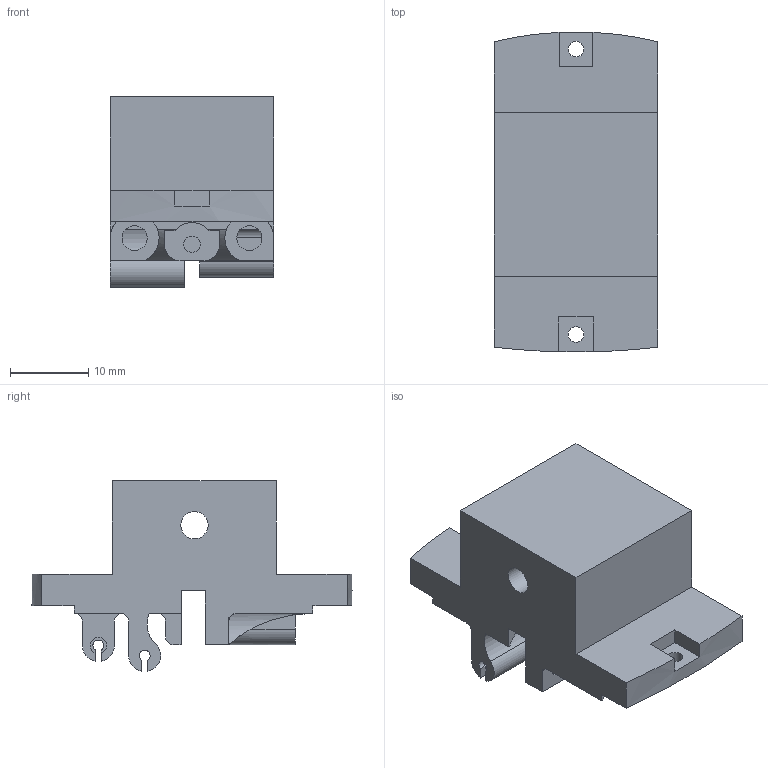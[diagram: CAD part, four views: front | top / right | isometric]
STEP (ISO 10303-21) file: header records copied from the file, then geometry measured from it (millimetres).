
FILE_DESCRIPTION(/* description */ (''),/* implementation_level */ '2;1');
FILE_NAME(/* name */ 'Base2.step',/* time_stamp */ '2025-11-28T21:34:59+01:00',/* author */ (''),/* organization */ (''),/* preprocessor_version */ 'ST-DEVELOPER v20.1',/* originating_system */ 'Autodesk Translation Framework v14.21.0.0',/* authorisation */ '');
FILE_SCHEMA (('AUTOMOTIVE_DESIGN { 1 0 10303 214 3 1 1 }'));
Length unit declared in the file: millimetre
Products named in the file (1): 2025-11-25-11-41-23-714
Bounding box: 21 x 40.98 x 24.41 mm (x, y, z)
Volume: 9477.6 mm3; surface area: 4541.2 mm2
Topology: 1 solids, 1 shells, 93 faces, 264 edges, 174 vertices
Faces by surface type: plane 58, cylinder 35
Full cylindrical faces by diameter (mm): 2 x2, 2.1 x1, 3.2 x2, 3.5 x1
Entity records: 3131 total; most frequent: CARTESIAN_POINT 604, ORIENTED_EDGE 528, DIRECTION 516, EDGE_CURVE 264, LINE 184, VECTOR 184, VERTEX_POINT 174, AXIS2_PLACEMENT_3D 166
